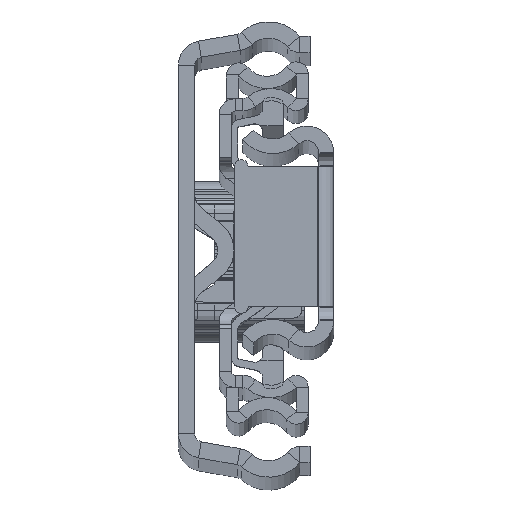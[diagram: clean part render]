
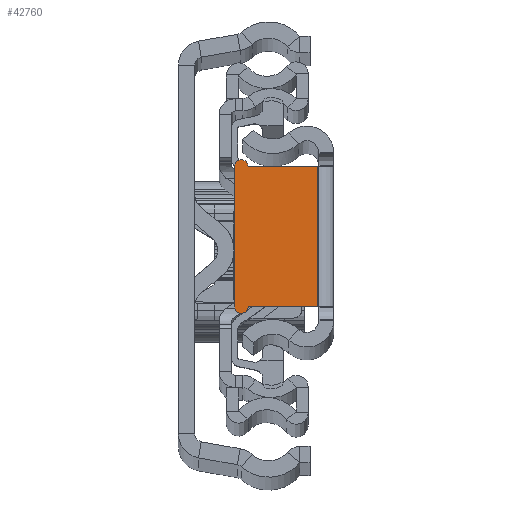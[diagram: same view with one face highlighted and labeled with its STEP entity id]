
A CAD part, top view. The second image highlights one B-rep face of the part: STEP entity #42760.
In plain terms, the highlighted planar face has unit normal (0, 0, 1).
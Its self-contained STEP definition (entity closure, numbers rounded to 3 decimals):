
#444 = EDGE_CURVE ( 'NONE', #34141, #4125, #32370, .T. ) ;
#1050 = CARTESIAN_POINT ( 'NONE',  ( -12.2, 8.65, 0. ) ) ;
#2337 = VERTEX_POINT ( 'NONE', #16595 ) ;
#2501 = AXIS2_PLACEMENT_3D ( 'NONE', #3676, #36891, #41049 ) ;
#3125 = CARTESIAN_POINT ( 'NONE',  ( -10.5, 8.65, 0. ) ) ;
#3676 = CARTESIAN_POINT ( 'NONE',  ( 0., 0., 0. ) ) ;
#3970 = VECTOR ( 'NONE', #36251, 1000. ) ;
#4125 = VERTEX_POINT ( 'NONE', #53699 ) ;
#6193 = ORIENTED_EDGE ( 'NONE', *, *, #38846, .T. ) ;
#11123 = VECTOR ( 'NONE', #28161, 1000. ) ;
#11323 = CARTESIAN_POINT ( 'NONE',  ( -2., -8.65, 0. ) ) ;
#11416 = EDGE_CURVE ( 'NONE', #34141, #14507, #18050, .T. ) ;
#11967 = DIRECTION ( 'NONE',  ( 0., 0., 1. ) ) ;
#12242 = DIRECTION ( 'NONE',  ( 1., 0., 0. ) ) ;
#13263 = DIRECTION ( 'NONE',  ( -1., 0., 0. ) ) ;
#14507 = VERTEX_POINT ( 'NONE', #33458 ) ;
#15092 = VECTOR ( 'NONE', #26426, 1000. ) ;
#15247 = VERTEX_POINT ( 'NONE', #3125 ) ;
#16595 = CARTESIAN_POINT ( 'NONE',  ( -12.2, 8.65, 0. ) ) ;
#18050 = LINE ( 'NONE', #51739, #15092 ) ;
#19778 = CARTESIAN_POINT ( 'NONE',  ( -11.35, 8.65, 0. ) ) ;
#20056 = EDGE_CURVE ( 'NONE', #15247, #4125, #48485, .T. ) ;
#20435 = FACE_OUTER_BOUND ( 'NONE', #50381, .T. ) ;
#21487 = EDGE_CURVE ( 'NONE', #29281, #2337, #46790, .T. ) ;
#24060 = PLANE ( 'NONE',  #2501 ) ;
#24831 = CARTESIAN_POINT ( 'NONE',  ( -12.2, -8.65, 0. ) ) ;
#25237 = AXIS2_PLACEMENT_3D ( 'NONE', #34712, #34176, #13263 ) ;
#26200 = ORIENTED_EDGE ( 'NONE', *, *, #20056, .F. ) ;
#26426 = DIRECTION ( 'NONE',  ( -1., 0., 0. ) ) ;
#28161 = DIRECTION ( 'NONE',  ( 1., 0., 0. ) ) ;
#28187 = CARTESIAN_POINT ( 'NONE',  ( -2., 0., 0. ) ) ;
#29281 = VERTEX_POINT ( 'NONE', #24831 ) ;
#31426 = EDGE_CURVE ( 'NONE', #29281, #14507, #52774, .T. ) ;
#31806 = ORIENTED_EDGE ( 'NONE', *, *, #21487, .F. ) ;
#32370 = LINE ( 'NONE', #28187, #3970 ) ;
#32893 = AXIS2_PLACEMENT_3D ( 'NONE', #19778, #11967, #12242 ) ;
#33458 = CARTESIAN_POINT ( 'NONE',  ( -10.5, -8.65, 0. ) ) ;
#34141 = VERTEX_POINT ( 'NONE', #11323 ) ;
#34176 = DIRECTION ( 'NONE',  ( 0., 0., 1. ) ) ;
#34261 = ORIENTED_EDGE ( 'NONE', *, *, #11416, .F. ) ;
#34712 = CARTESIAN_POINT ( 'NONE',  ( -11.35, -8.65, 0. ) ) ;
#36251 = DIRECTION ( 'NONE',  ( 0., 1., 0. ) ) ;
#36499 = CARTESIAN_POINT ( 'NONE',  ( -1.8, 8.65, 0. ) ) ;
#36891 = DIRECTION ( 'NONE',  ( 0., 0., 1. ) ) ;
#38846 = EDGE_CURVE ( 'NONE', #15247, #2337, #46244, .T. ) ;
#41049 = DIRECTION ( 'NONE',  ( 1., 0., 0. ) ) ;
#42760 = ADVANCED_FACE ( 'NONE', ( #20435 ), #24060, .T. ) ;
#46244 = CIRCLE ( 'NONE', #32893, 0.85 ) ;
#46790 = LINE ( 'NONE', #1050, #49558 ) ;
#47260 = ORIENTED_EDGE ( 'NONE', *, *, #444, .T. ) ;
#48485 = LINE ( 'NONE', #36499, #11123 ) ;
#49558 = VECTOR ( 'NONE', #51778, 1000. ) ;
#50381 = EDGE_LOOP ( 'NONE', ( #31806, #54507, #34261, #47260, #26200, #6193 ) ) ;
#51739 = CARTESIAN_POINT ( 'NONE',  ( -12.2, -8.65, 0. ) ) ;
#51778 = DIRECTION ( 'NONE',  ( 0., 1., 0. ) ) ;
#52774 = CIRCLE ( 'NONE', #25237, 0.85 ) ;
#53699 = CARTESIAN_POINT ( 'NONE',  ( -2., 8.65, 0. ) ) ;
#54507 = ORIENTED_EDGE ( 'NONE', *, *, #31426, .T. ) ;
